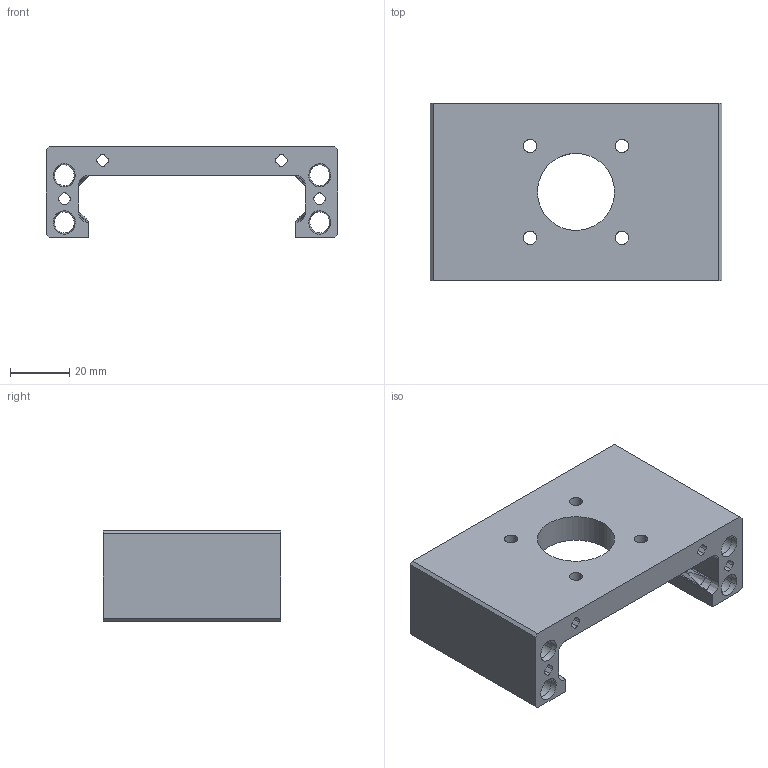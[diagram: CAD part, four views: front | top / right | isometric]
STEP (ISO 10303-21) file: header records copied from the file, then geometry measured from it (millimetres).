
FILE_DESCRIPTION(/* description */ (''),/* implementation_level */ '2;1');
FILE_NAME(/* name */ 'carriage',/* time_stamp */ '2020-01-23T15:52:06+01:00',/* author */ (''),/* organization */ (''),/* preprocessor_version */ 'ST-DEVELOPER v16.5',/* originating_system */ '',/* authorisation */ '');
FILE_SCHEMA (('AUTOMOTIVE_DESIGN'));
Length unit declared in the file: millimetre
Products named in the file (1): Document
Bounding box: 98.61 x 60 x 30.64 mm (x, y, z)
Volume: 69145.2 mm3; surface area: 29527.1 mm2
Topology: 1 solids, 1 shells, 160 faces, 402 edges, 248 vertices
Faces by surface type: bspline 86, plane 74
Entity records: 5357 total; most frequent: CARTESIAN_POINT 2890, ORIENTED_EDGE 804, EDGE_CURVE 402, VERTEX_POINT 248, B_SPLINE_CURVE_WITH_KNOTS 210, EDGE_LOOP 190, ADVANCED_FACE 160, FACE_OUTER_BOUND 160
